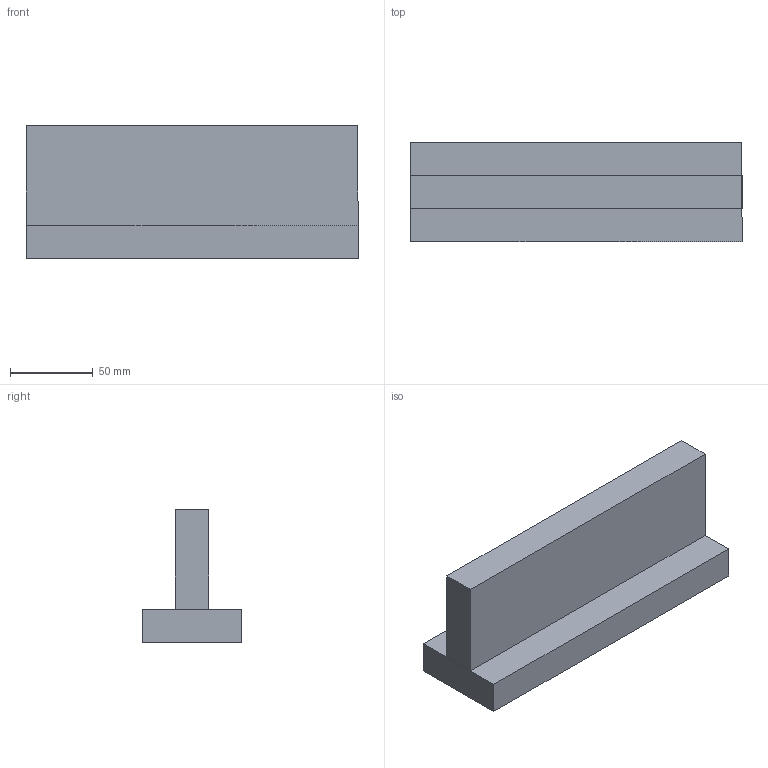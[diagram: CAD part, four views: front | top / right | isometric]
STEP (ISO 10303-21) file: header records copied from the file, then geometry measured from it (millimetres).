
FILE_DESCRIPTION (( 'STEP AP203' ), '1' );
FILE_NAME ('b34c.STEP', '2022-09-07T11:31:55', ( '' ), ( '' ), 'SwSTEP 2.0', 'SolidWorks 2021', '' );
FILE_SCHEMA (( 'CONFIG_CONTROL_DESIGN' ));
Length unit declared in the file: millimetre
Products named in the file (3): Part2 DW 0046; b34c; Part1 DW 0046
Assembly tree (2 placements, depth 2):
  b34c
    Part1 DW 0046
    Part2 DW 0046
Bounding box: 200 x 60 x 80 mm (x, y, z)
Volume: 480000 mm3; surface area: 68800 mm2
Topology: 2 solids, 2 shells, 12 faces, 24 edges, 16 vertices
Faces by surface type: plane 12
Entity records: 613 total; most frequent: DIRECTION 58, CARTESIAN_POINT 57, ORIENTED_EDGE 48, PERSON_AND_ORGANIZATION 26, LINE 24, EDGE_CURVE 24, VECTOR 24, COORDINATED_UNIVERSAL_TIME_OFFSET 19
